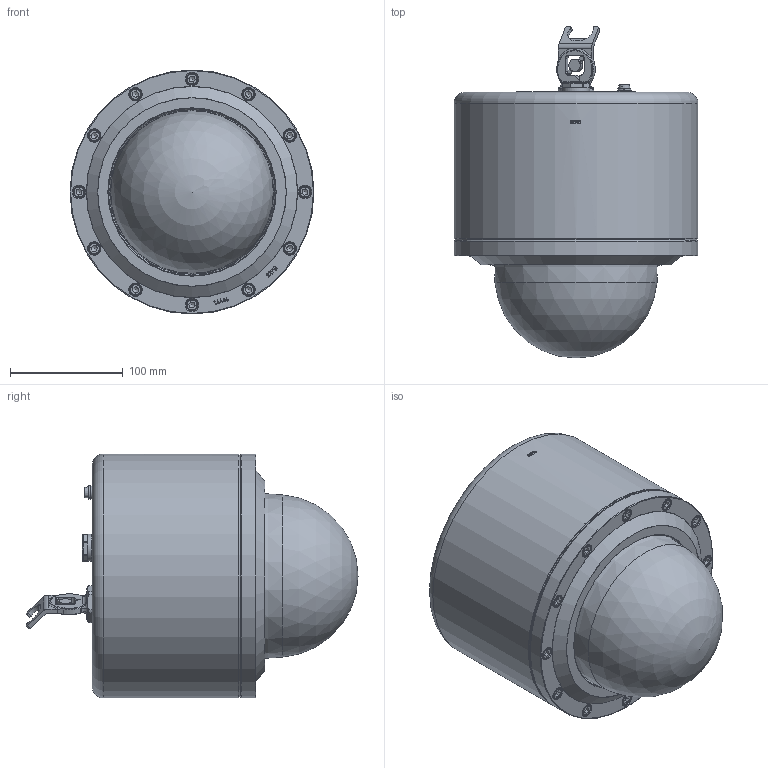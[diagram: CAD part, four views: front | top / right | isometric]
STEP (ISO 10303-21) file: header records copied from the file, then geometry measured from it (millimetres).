
FILE_DESCRIPTION(/* description */ (''),/* implementation_level */ '2;1');
FILE_NAME(/* name */ 'ExCam IPQ3628_(HS.23040162)_(download).stp',/* time_stamp */ '2025-02-21T15:36:45+01:00',/* author */ ('Thiemo Gruber'),/* organization */ (''),/* preprocessor_version */ 'ST-DEVELOPER v20',/* originating_system */ 'Autodesk Inventor 2025',/* authorisation */ '');
FILE_SCHEMA (('AUTOMOTIVE_DESIGN { 1 0 10303 214 3 1 1 }'));
Length unit declared in the file: millimetre
Products named in the file (26): ExCam IPQ3628_(HS.23040162)_(download); VA4.1K_rev.02; VA4.x.Px1_rev.01; VA4.x.Px1_rev.01_1; Compound VA4.x.PA2_rev.04; O-Ring 146x4,00 MVQ70; VA4.x.Px1 Passscheibe_rev.01; VA4.x.PA2 Ringmutter vers.02_rev.03; VA 3.x Gylon Flachdichtung; VA3.x Gehäuseschraubengarnitur; DIN 912 - M6 x 25; DIN 7980 - 6; 20180909_VA4_x_PS1 Kalotte_(Dome)mit Kühlung_Stand_29_8_2019; 8292-12-SS-M20x1,5; Ex-d Verschlussstopfen M25, flipConnect_rev.04; DIN 125 - A 6,4; DIN 128 - A6; DIN 84 - M6 x 8; flipConnect_komplett_rev.20; flipConnect_Gehäuse_außen_rev.20; flipConnect_Gehäuse_mitte_rev.20; flipConnect_Gehäuse_innen_rev.20; flipConnect_Federstab_rev.03; 3D-Data_1401200810MI; Druckfeder_D_016; Druckfeder_VD_206A_20_1 (13,00)
Assembly tree (39 placements, depth 4):
  ExCam IPQ3628_(HS.23040162)_(download)
    VA4.1K_rev.02
    VA4.x.Px1_rev.01
      VA4.x.Px1_rev.01_1
      Compound VA4.x.PA2_rev.04
      O-Ring 146x4,00 MVQ70
      VA4.x.Px1 Passscheibe_rev.01
      VA4.x.PA2 Ringmutter vers.02_rev.03
      VA 3.x Gylon Flachdichtung
      VA3.x Gehäuseschraubengarnitur  x12
        DIN 912 - M6 x 25
        DIN 7980 - 6
      20180909_VA4_x_PS1 Kalotte_(Dome)mit Kühlung_Stand_29_8_2019
    8292-12-SS-M20x1,5
    Ex-d Verschlussstopfen M25, flipConnect_rev.04
    DIN 125 - A 6,4
    DIN 128 - A6
    DIN 84 - M6 x 8
    flipConnect_komplett_rev.20
      flipConnect_Gehäuse_außen_rev.20
      flipConnect_Gehäuse_mitte_rev.20
      flipConnect_Gehäuse_innen_rev.20
      flipConnect_Federstab_rev.03
      3D-Data_1401200810MI
      Druckfeder_D_016  x4
      Druckfeder_VD_206A_20_1 (13,00)
Bounding box: 216 x 294.01 x 216 mm (x, y, z)
Volume: 1628324.3 mm3; surface area: 585819.2 mm2
Topology: 46 solids, 47 shells, 1899 faces, 4911 edges, 3159 vertices
Faces by surface type: plane 807, cylinder 460, bspline 316, cone 171, torus 113, sphere 32
Full cylindrical faces by diameter (mm): 1 x4, 1.1 x1, 1.45 x2, 2.85 x4, 3.2 x3, 3.242 x1, 4.917 x15, 5 x4, 5.459 x1, 5.9 x12, 6 x13, 6.4 x13, 6.647 x6, 10 x12, 10.913 x1, 11 x12, 12 x1, 18 x1, 18.376 x1, 20 x1, 23 x1, 23.376 x1, 24 x1, 25 x1, 35.2 x1, 148 x3, 150 x2, 153 x2, 154 x1, 171.5 x1
Entity records: 60947 total; most frequent: CARTESIAN_POINT 20676, ORIENTED_EDGE 8460, DIRECTION 7503, EDGE_CURVE 4230, VERTEX_POINT 2733, AXIS2_PLACEMENT_3D 2668, LINE 2167, VECTOR 2167
